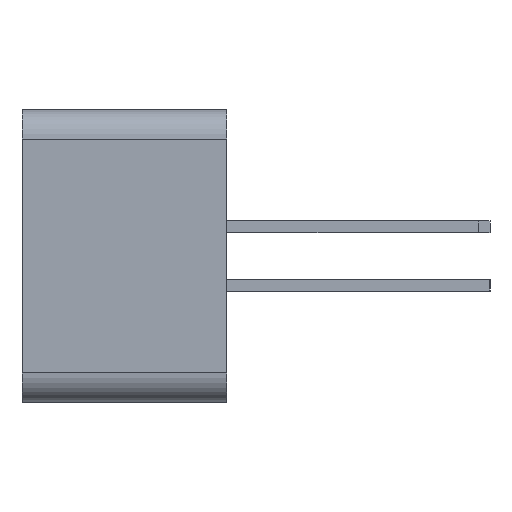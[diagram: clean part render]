
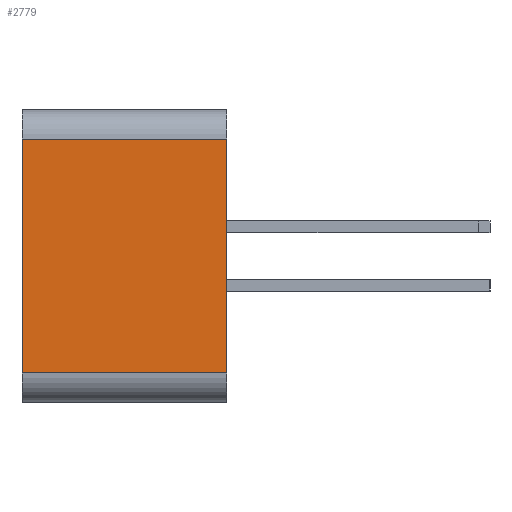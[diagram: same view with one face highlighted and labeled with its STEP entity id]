
A CAD part, left-side view. The second image highlights one B-rep face of the part: STEP entity #2779.
In plain terms, the highlighted planar face has unit normal (-1, 0, 0).
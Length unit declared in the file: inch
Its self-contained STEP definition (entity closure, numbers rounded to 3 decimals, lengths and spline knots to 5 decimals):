
#26 = VECTOR ( 'NONE', #2126, 39.37008 ) ;
#55 = DIRECTION ( 'NONE',  ( 0., 0., 1. ) ) ;
#156 = CARTESIAN_POINT ( 'NONE',  ( -0.785, 0., -0.5 ) ) ;
#206 = ORIENTED_EDGE ( 'NONE', *, *, #595, .T. ) ;
#265 = DIRECTION ( 'NONE',  ( 0., 0., 1. ) ) ;
#414 = CARTESIAN_POINT ( 'NONE',  ( -0.785, 0., -0.05 ) ) ;
#463 = VERTEX_POINT ( 'NONE', #1141 ) ;
#518 = PLANE ( 'NONE',  #1996 ) ;
#566 = VERTEX_POINT ( 'NONE', #414 ) ;
#595 = EDGE_CURVE ( 'NONE', #566, #1906, #1980, .T. ) ;
#715 = LINE ( 'NONE', #1069, #1307 ) ;
#716 = LINE ( 'NONE', #1884, #26 ) ;
#804 = VERTEX_POINT ( 'NONE', #964 ) ;
#947 = CARTESIAN_POINT ( 'NONE',  ( -0.785, 0.35, -0.05 ) ) ;
#964 = CARTESIAN_POINT ( 'NONE',  ( -0.785, 0., -0.45 ) ) ;
#1069 = CARTESIAN_POINT ( 'NONE',  ( -0.785, 0.35, -0.5 ) ) ;
#1141 = CARTESIAN_POINT ( 'NONE',  ( -0.785, 0.35, -0.45 ) ) ;
#1307 = VECTOR ( 'NONE', #55, 39.37008 ) ;
#1351 = CARTESIAN_POINT ( 'NONE',  ( -0.785, 0.35, -0.05 ) ) ;
#1772 = DIRECTION ( 'NONE',  ( -1., 0., 0. ) ) ;
#1884 = CARTESIAN_POINT ( 'NONE',  ( -0.785, 0., -0.45 ) ) ;
#1905 = ORIENTED_EDGE ( 'NONE', *, *, #2093, .F. ) ;
#1906 = VERTEX_POINT ( 'NONE', #947 ) ;
#1980 = LINE ( 'NONE', #1351, #2561 ) ;
#1996 = AXIS2_PLACEMENT_3D ( 'NONE', #3280, #1772, #265 ) ;
#2093 = EDGE_CURVE ( 'NONE', #463, #1906, #715, .T. ) ;
#2126 = DIRECTION ( 'NONE',  ( 0., -1., 0. ) ) ;
#2163 = DIRECTION ( 'NONE',  ( 0., 0., 1. ) ) ;
#2207 = FACE_OUTER_BOUND ( 'NONE', #3243, .T. ) ;
#2265 = LINE ( 'NONE', #156, #2922 ) ;
#2385 = DIRECTION ( 'NONE',  ( 0., 1., 0. ) ) ;
#2483 = EDGE_CURVE ( 'NONE', #804, #566, #2265, .T. ) ;
#2561 = VECTOR ( 'NONE', #2385, 39.37008 ) ;
#2779 = ADVANCED_FACE ( 'NONE', ( #2207 ), #518, .T. ) ;
#2922 = VECTOR ( 'NONE', #2163, 39.37008 ) ;
#2973 = ORIENTED_EDGE ( 'NONE', *, *, #2483, .T. ) ;
#3182 = ORIENTED_EDGE ( 'NONE', *, *, #3228, .T. ) ;
#3228 = EDGE_CURVE ( 'NONE', #463, #804, #716, .T. ) ;
#3243 = EDGE_LOOP ( 'NONE', ( #2973, #206, #1905, #3182 ) ) ;
#3280 = CARTESIAN_POINT ( 'NONE',  ( -0.785, 0.35, -0.5 ) ) ;
